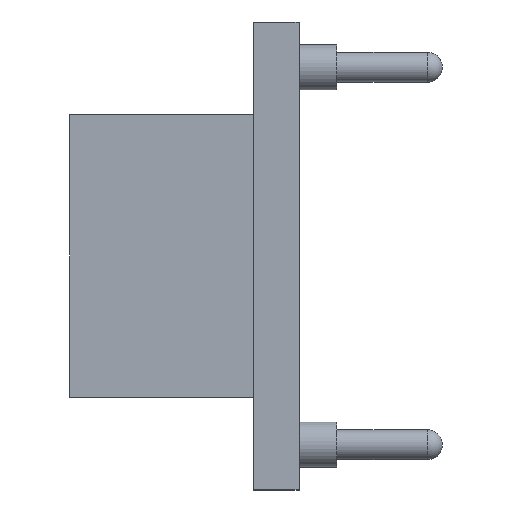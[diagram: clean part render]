
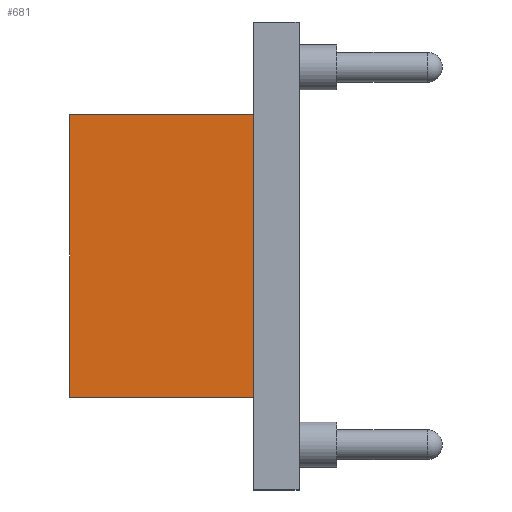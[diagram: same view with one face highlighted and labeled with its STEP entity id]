
A CAD part, left-side view. The second image highlights one B-rep face of the part: STEP entity #681.
In plain terms, the highlighted planar face has unit normal (-1, 0, 0).
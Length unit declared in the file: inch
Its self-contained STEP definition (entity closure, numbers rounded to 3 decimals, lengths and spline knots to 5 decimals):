
#17 = CARTESIAN_POINT ( 'NONE',  ( -0.18262, 0.11, -0.18742 ) ) ;
#64 = VERTEX_POINT ( 'NONE', #2364 ) ;
#86 = VECTOR ( 'NONE', #1584, 39.37008 ) ;
#262 = DIRECTION ( 'NONE',  ( 0., 0., -1. ) ) ;
#327 = VECTOR ( 'NONE', #2165, 39.37008 ) ;
#338 = ORIENTED_EDGE ( 'NONE', *, *, #451, .T. ) ;
#451 = EDGE_CURVE ( 'NONE', #2903, #64, #838, .T. ) ;
#466 = DIRECTION ( 'NONE',  ( 0., -1., 0. ) ) ;
#666 = LINE ( 'NONE', #1810, #2305 ) ;
#681 = ADVANCED_FACE ( 'NONE', ( #1135 ), #2885, .F. ) ;
#711 = VERTEX_POINT ( 'NONE', #1623 ) ;
#838 = LINE ( 'NONE', #2192, #327 ) ;
#1017 = EDGE_CURVE ( 'NONE', #711, #2412, #1143, .T. ) ;
#1135 = FACE_OUTER_BOUND ( 'NONE', #1263, .T. ) ;
#1143 = LINE ( 'NONE', #1784, #86 ) ;
#1145 = CARTESIAN_POINT ( 'NONE',  ( -0.18262, 1.23137, -0.18742 ) ) ;
#1195 = ORIENTED_EDGE ( 'NONE', *, *, #1017, .F. ) ;
#1258 = ORIENTED_EDGE ( 'NONE', *, *, #1465, .F. ) ;
#1263 = EDGE_LOOP ( 'NONE', ( #1195, #2408, #338, #1258 ) ) ;
#1445 = CARTESIAN_POINT ( 'NONE',  ( -0.18262, 1.23137, 0.18742 ) ) ;
#1465 = EDGE_CURVE ( 'NONE', #2412, #64, #666, .T. ) ;
#1565 = AXIS2_PLACEMENT_3D ( 'NONE', #1445, #1601, #262 ) ;
#1584 = DIRECTION ( 'NONE',  ( 0., 0., 1. ) ) ;
#1601 = DIRECTION ( 'NONE',  ( 1., 0., 0. ) ) ;
#1623 = CARTESIAN_POINT ( 'NONE',  ( -0.18262, 0.354, -0.18742 ) ) ;
#1665 = EDGE_CURVE ( 'NONE', #711, #2903, #2773, .T. ) ;
#1784 = CARTESIAN_POINT ( 'NONE',  ( -0.18262, 0.354, 0.18742 ) ) ;
#1810 = CARTESIAN_POINT ( 'NONE',  ( -0.18262, 1.23137, 0.18742 ) ) ;
#1856 = CARTESIAN_POINT ( 'NONE',  ( -0.18262, 0.354, 0.18742 ) ) ;
#2091 = DIRECTION ( 'NONE',  ( 0., -1., 0. ) ) ;
#2165 = DIRECTION ( 'NONE',  ( 0., 0., 1. ) ) ;
#2192 = CARTESIAN_POINT ( 'NONE',  ( -0.18262, 0.11, 0.18742 ) ) ;
#2305 = VECTOR ( 'NONE', #466, 39.37008 ) ;
#2364 = CARTESIAN_POINT ( 'NONE',  ( -0.18262, 0.11, 0.18742 ) ) ;
#2408 = ORIENTED_EDGE ( 'NONE', *, *, #1665, .T. ) ;
#2412 = VERTEX_POINT ( 'NONE', #1856 ) ;
#2496 = VECTOR ( 'NONE', #2091, 39.37008 ) ;
#2773 = LINE ( 'NONE', #1145, #2496 ) ;
#2885 = PLANE ( 'NONE',  #1565 ) ;
#2903 = VERTEX_POINT ( 'NONE', #17 ) ;
